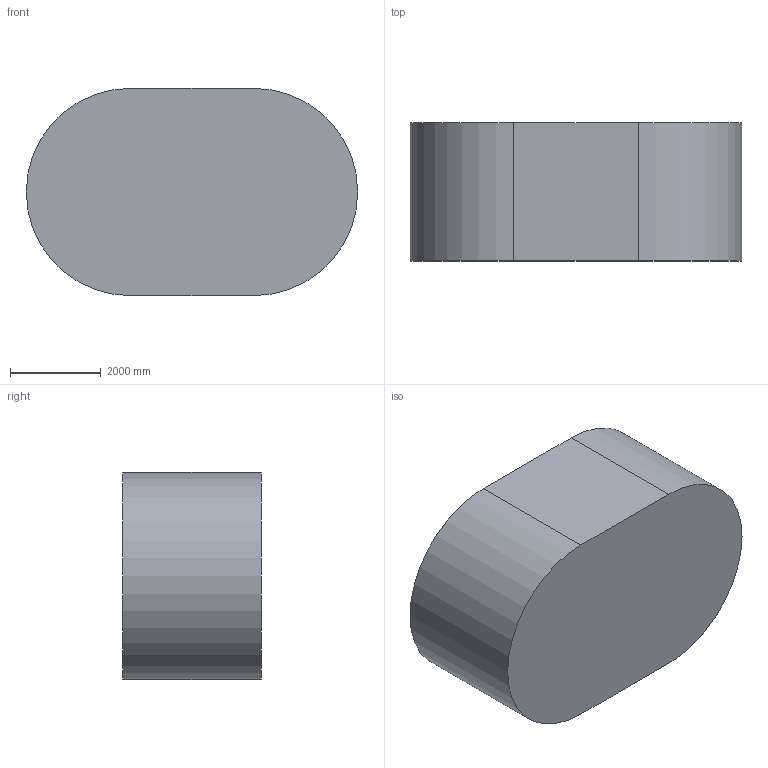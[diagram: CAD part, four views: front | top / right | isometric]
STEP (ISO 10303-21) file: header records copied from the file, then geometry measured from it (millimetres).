
FILE_DESCRIPTION (( 'STEP AP203' ), '1' );
FILE_NAME ('ovaltank.STEP', '2013-02-28T16:45:46', ( '' ), ( '' ), 'SwSTEP 2.0', 'SolidWorks 2011', '' );
FILE_SCHEMA (( 'CONFIG_CONTROL_DESIGN' ));
Length unit declared in the file: inch
Products named in the file (1): ovaltank
Bounding box: 7315.2 x 3048 x 4572 mm (x, y, z)
Surface area: 89461306.1 mm2 (no closed solid volume)
Topology: 0 solids, 2 shells, 5 faces, 16 edges, 12 vertices
Faces by surface type: plane 3, cylinder 2
Entity records: 258 total; most frequent: CARTESIAN_POINT 34, DIRECTION 34, ORIENTED_EDGE 20, EDGE_CURVE 16, VERTEX_POINT 12, AXIS2_PLACEMENT_3D 12, LINE 10, VECTOR 10
